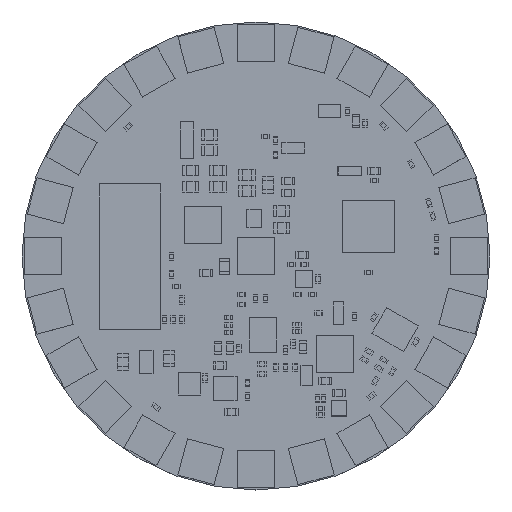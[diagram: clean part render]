
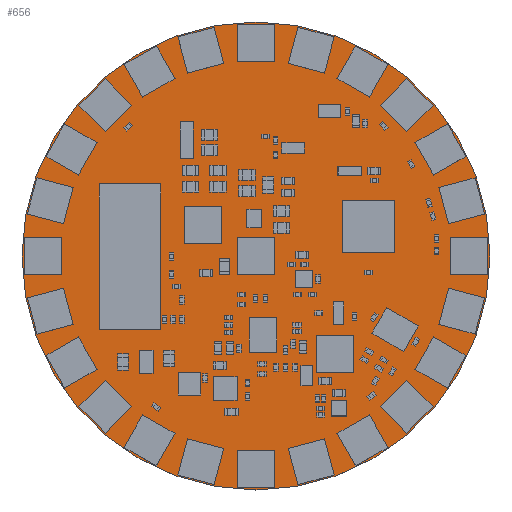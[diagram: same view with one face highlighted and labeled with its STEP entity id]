
A CAD part, top view. The second image highlights one B-rep face of the part: STEP entity #656.
In plain terms, the highlighted planar face has unit normal (0, 0, 1).
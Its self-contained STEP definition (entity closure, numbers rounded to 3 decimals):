
#563 = VERTEX_POINT('',#564);
#564 = CARTESIAN_POINT('',(31.25,0.,1.646));
#571 = CYLINDRICAL_SURFACE('',#572,31.25);
#572 = AXIS2_PLACEMENT_3D('',#573,#574,#575);
#573 = CARTESIAN_POINT('',(0.,0.,0.));
#574 = DIRECTION('',(0.,0.,-1.));
#575 = DIRECTION('',(1.,0.,0.));
#590 = EDGE_CURVE('',#563,#563,#591,.T.);
#591 = SURFACE_CURVE('',#592,(#597,#604),.PCURVE_S1.);
#592 = CIRCLE('',#593,31.25);
#593 = AXIS2_PLACEMENT_3D('',#594,#595,#596);
#594 = CARTESIAN_POINT('',(0.,0.,1.646));
#595 = DIRECTION('',(0.,0.,1.));
#596 = DIRECTION('',(1.,0.,0.));
#597 = PCURVE('',#571,#598);
#598 = DEFINITIONAL_REPRESENTATION('',(#599),#603);
#599 = LINE('',#600,#601);
#600 = CARTESIAN_POINT('',(0.,-1.646));
#601 = VECTOR('',#602,1.);
#602 = DIRECTION('',(-1.,0.));
#603 = ( GEOMETRIC_REPRESENTATION_CONTEXT(2) 
PARAMETRIC_REPRESENTATION_CONTEXT() REPRESENTATION_CONTEXT('2D SPACE',''
  ) );
#604 = PCURVE('',#605,#610);
#605 = PLANE('',#606);
#606 = AXIS2_PLACEMENT_3D('',#607,#608,#609);
#607 = CARTESIAN_POINT('',(31.25,0.,1.646));
#608 = DIRECTION('',(0.,0.,-1.));
#609 = DIRECTION('',(-1.,0.,0.));
#610 = DEFINITIONAL_REPRESENTATION('',(#611),#619);
#611 = ( BOUNDED_CURVE() B_SPLINE_CURVE(2,(#612,#613,#614,#615,#616,#617
,#618),.UNSPECIFIED.,.F.,.F.) B_SPLINE_CURVE_WITH_KNOTS((1,2,2,2,2,1),(
    -2.094,0.,2.094,4.189,6.283,
8.378),.UNSPECIFIED.) CURVE() GEOMETRIC_REPRESENTATION_ITEM() 
RATIONAL_B_SPLINE_CURVE((1.,0.5,1.,0.5,1.,0.5,1.)) REPRESENTATION_ITEM(
  '') );
#612 = CARTESIAN_POINT('',(0.,0.));
#613 = CARTESIAN_POINT('',(0.,54.127));
#614 = CARTESIAN_POINT('',(46.875,27.063));
#615 = CARTESIAN_POINT('',(93.75,0.));
#616 = CARTESIAN_POINT('',(46.875,-27.063));
#617 = CARTESIAN_POINT('',(0.,-54.127));
#618 = CARTESIAN_POINT('',(0.,0.));
#619 = ( GEOMETRIC_REPRESENTATION_CONTEXT(2) 
PARAMETRIC_REPRESENTATION_CONTEXT() REPRESENTATION_CONTEXT('2D SPACE',''
  ) );
#656 = ADVANCED_FACE('',(#657),#605,.F.);
#657 = FACE_BOUND('',#658,.T.);
#658 = EDGE_LOOP('',(#659));
#659 = ORIENTED_EDGE('',*,*,#590,.T.);
